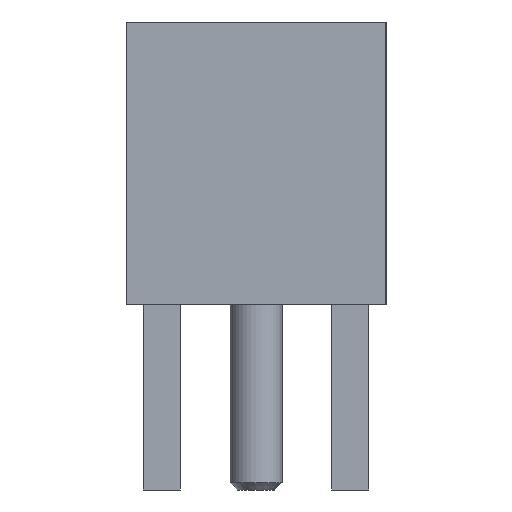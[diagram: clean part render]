
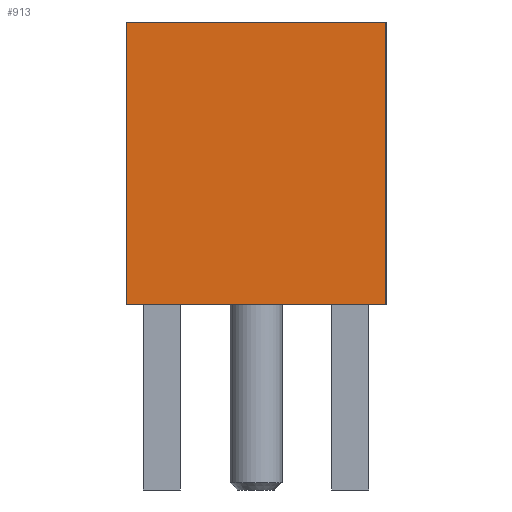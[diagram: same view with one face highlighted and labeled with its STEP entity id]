
A CAD part, left-side view. The second image highlights one B-rep face of the part: STEP entity #913.
In plain terms, the highlighted planar face has unit normal (-1, 0, 0).
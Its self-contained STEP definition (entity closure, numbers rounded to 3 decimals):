
#57=LINE('',#1478,#136);
#76=LINE('',#1520,#155);
#77=LINE('',#1522,#156);
#78=LINE('',#1523,#157);
#136=VECTOR('',#1195,1000.);
#155=VECTOR('',#1222,1000.);
#156=VECTOR('',#1223,1000.);
#157=VECTOR('',#1224,1000.);
#241=FACE_OUTER_BOUND('',#307,.T.);
#307=EDGE_LOOP('',(#701,#702,#703,#704));
#410=VERTEX_POINT('',#1474);
#411=VERTEX_POINT('',#1476);
#430=VERTEX_POINT('',#1519);
#431=VERTEX_POINT('',#1521);
#510=EDGE_CURVE('',#411,#410,#57,.T.);
#531=EDGE_CURVE('',#410,#430,#76,.T.);
#532=EDGE_CURVE('',#411,#431,#77,.T.);
#533=EDGE_CURVE('',#431,#430,#78,.T.);
#701=ORIENTED_EDGE('',*,*,#531,.F.);
#702=ORIENTED_EDGE('',*,*,#510,.F.);
#703=ORIENTED_EDGE('',*,*,#532,.T.);
#704=ORIENTED_EDGE('',*,*,#533,.T.);
#858=PLANE('',#1021);
#913=ADVANCED_FACE('',(#241),#858,.T.);
#1021=AXIS2_PLACEMENT_3D('',#1518,#1220,#1221);
#1195=DIRECTION('',(0.,1.,0.));
#1220=DIRECTION('center_axis',(-1.,0.,0.));
#1221=DIRECTION('ref_axis',(0.,0.,1.));
#1222=DIRECTION('',(0.,0.,1.));
#1223=DIRECTION('',(0.,0.,1.));
#1224=DIRECTION('',(0.,1.,0.));
#1474=CARTESIAN_POINT('',(-1.75,1.75,-1.9));
#1476=CARTESIAN_POINT('',(-1.75,-1.75,-1.9));
#1478=CARTESIAN_POINT('',(-1.75,-1.75,-1.9));
#1518=CARTESIAN_POINT('Origin',(-1.75,-1.75,-1.9));
#1519=CARTESIAN_POINT('',(-1.75,1.75,1.9));
#1520=CARTESIAN_POINT('',(-1.75,1.75,-1.9));
#1521=CARTESIAN_POINT('',(-1.75,-1.75,1.9));
#1522=CARTESIAN_POINT('',(-1.75,-1.75,-1.9));
#1523=CARTESIAN_POINT('',(-1.75,-1.75,1.9));
